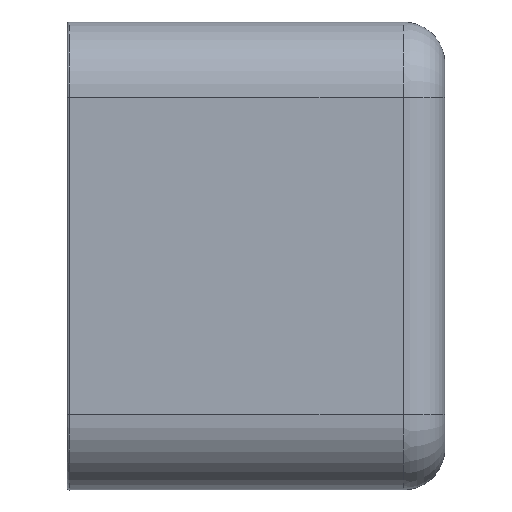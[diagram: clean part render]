
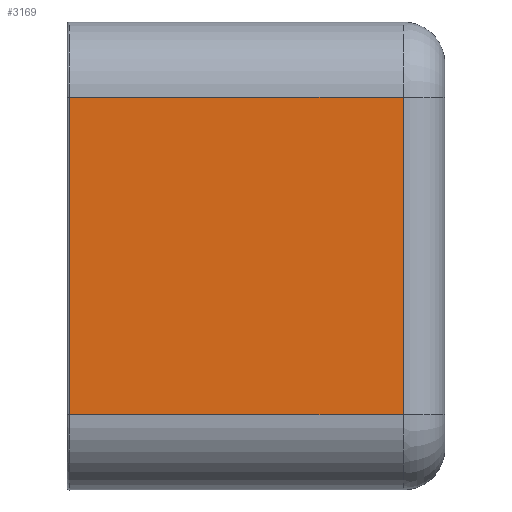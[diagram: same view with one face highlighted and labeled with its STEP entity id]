
A CAD part, top view. The second image highlights one B-rep face of the part: STEP entity #3169.
In plain terms, the highlighted planar face has unit normal (0, 0, 1).
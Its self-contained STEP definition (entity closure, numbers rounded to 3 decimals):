
#34 = VERTEX_POINT ( 'NONE', #1016 ) ;
#91 = VERTEX_POINT ( 'NONE', #850 ) ;
#199 = VECTOR ( 'NONE', #1007, 1000. ) ;
#371 = LINE ( 'NONE', #2512, #394 ) ;
#394 = VECTOR ( 'NONE', #2255, 1000. ) ;
#434 = EDGE_CURVE ( 'NONE', #3131, #1668, #3081, .T. ) ;
#730 = LINE ( 'NONE', #2846, #1304 ) ;
#764 = DIRECTION ( 'NONE',  ( 0., -1., 0. ) ) ;
#807 = LINE ( 'NONE', #3512, #3161 ) ;
#850 = CARTESIAN_POINT ( 'NONE',  ( 5.538, -24.405, 25.25 ) ) ;
#919 = ORIENTED_EDGE ( 'NONE', *, *, #3767, .T. ) ;
#1007 = DIRECTION ( 'NONE',  ( -1., 0., 0. ) ) ;
#1016 = CARTESIAN_POINT ( 'NONE',  ( -34.381, -24.405, 25.25 ) ) ;
#1029 = PLANE ( 'NONE',  #3843 ) ;
#1054 = FACE_OUTER_BOUND ( 'NONE', #1816, .T. ) ;
#1244 = CARTESIAN_POINT ( 'NONE',  ( -34.681, 13.595, 25.25 ) ) ;
#1304 = VECTOR ( 'NONE', #3193, 1000. ) ;
#1362 = DIRECTION ( 'NONE',  ( 0., 0., -1. ) ) ;
#1624 = CARTESIAN_POINT ( 'NONE',  ( -27.681, 7.755, 25.25 ) ) ;
#1668 = VERTEX_POINT ( 'NONE', #3643 ) ;
#1686 = ORIENTED_EDGE ( 'NONE', *, *, #434, .T. ) ;
#1816 = EDGE_LOOP ( 'NONE', ( #1686, #3498, #919, #2780 ) ) ;
#1941 = DIRECTION ( 'NONE',  ( 0., -1., 0. ) ) ;
#2246 = EDGE_CURVE ( 'NONE', #91, #3131, #371, .T. ) ;
#2255 = DIRECTION ( 'NONE',  ( 0., 1., 0. ) ) ;
#2512 = CARTESIAN_POINT ( 'NONE',  ( 5.538, 13.595, 25.25 ) ) ;
#2780 = ORIENTED_EDGE ( 'NONE', *, *, #2246, .T. ) ;
#2846 = CARTESIAN_POINT ( 'NONE',  ( -27.681, -24.405, 25.25 ) ) ;
#3081 = LINE ( 'NONE', #1244, #199 ) ;
#3131 = VERTEX_POINT ( 'NONE', #3950 ) ;
#3161 = VECTOR ( 'NONE', #764, 1000. ) ;
#3169 = ADVANCED_FACE ( 'NONE', ( #1054 ), #1029, .F. ) ;
#3193 = DIRECTION ( 'NONE',  ( 1., 0., 0. ) ) ;
#3339 = EDGE_CURVE ( 'NONE', #1668, #34, #807, .T. ) ;
#3498 = ORIENTED_EDGE ( 'NONE', *, *, #3339, .T. ) ;
#3512 = CARTESIAN_POINT ( 'NONE',  ( -34.381, -24.405, 25.25 ) ) ;
#3643 = CARTESIAN_POINT ( 'NONE',  ( -34.381, 13.595, 25.25 ) ) ;
#3767 = EDGE_CURVE ( 'NONE', #34, #91, #730, .T. ) ;
#3843 = AXIS2_PLACEMENT_3D ( 'NONE', #1624, #1362, #1941 ) ;
#3950 = CARTESIAN_POINT ( 'NONE',  ( 5.538, 13.595, 25.25 ) ) ;
